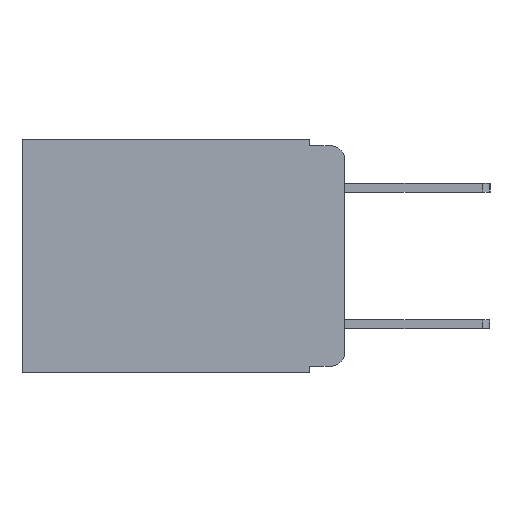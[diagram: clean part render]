
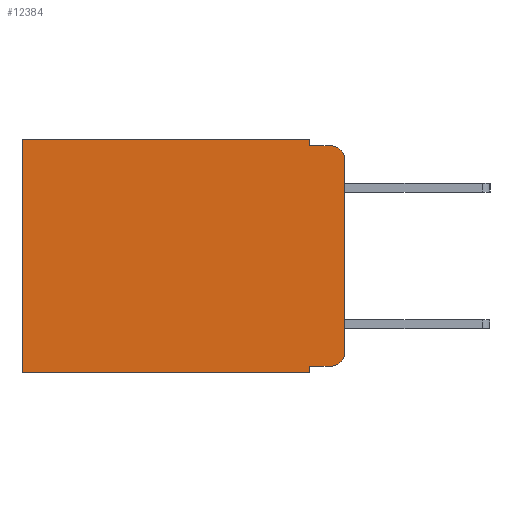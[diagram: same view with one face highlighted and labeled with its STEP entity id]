
A CAD part, left-side view. The second image highlights one B-rep face of the part: STEP entity #12384.
In plain terms, the highlighted planar face has unit normal (-1, 0, 0).
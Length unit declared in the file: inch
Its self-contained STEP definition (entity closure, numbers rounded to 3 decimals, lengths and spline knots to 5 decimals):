
#33 = VECTOR ( 'NONE', #3133, 39.37008 ) ;
#88 = DIRECTION ( 'NONE',  ( 0., 0., -1. ) ) ;
#181 = CARTESIAN_POINT ( 'NONE',  ( 0.298, 0.02, -0.313 ) ) ;
#214 = VECTOR ( 'NONE', #88, 39.37008 ) ;
#296 = ORIENTED_EDGE ( 'NONE', *, *, #4053, .T. ) ;
#442 = EDGE_CURVE ( 'NONE', #11241, #13387, #6171, .T. ) ;
#668 = DIRECTION ( 'NONE',  ( 0., -1., 0. ) ) ;
#770 = EDGE_CURVE ( 'NONE', #6409, #7241, #1908, .T. ) ;
#817 = EDGE_CURVE ( 'NONE', #12872, #3850, #3489, .T. ) ;
#995 = ORIENTED_EDGE ( 'NONE', *, *, #6419, .T. ) ;
#1563 = DIRECTION ( 'NONE',  ( 0., 0., -1. ) ) ;
#1908 = LINE ( 'NONE', #4071, #7270 ) ;
#2109 = CARTESIAN_POINT ( 'NONE',  ( 0.298, 0.051, -0.01 ) ) ;
#2244 = CARTESIAN_POINT ( 'NONE',  ( 0.298, 0.051, 0. ) ) ;
#2348 = LINE ( 'NONE', #2109, #7633 ) ;
#2591 = VERTEX_POINT ( 'NONE', #11805 ) ;
#2756 = DIRECTION ( 'NONE',  ( 0., 0., -1. ) ) ;
#3089 = DIRECTION ( 'NONE',  ( 0., 0., -1. ) ) ;
#3133 = DIRECTION ( 'NONE',  ( 0., 1., 0. ) ) ;
#3489 = LINE ( 'NONE', #7126, #214 ) ;
#3830 = VERTEX_POINT ( 'NONE', #4635 ) ;
#3850 = VERTEX_POINT ( 'NONE', #7885 ) ;
#3924 = LINE ( 'NONE', #9841, #9321 ) ;
#4052 = DIRECTION ( 'NONE',  ( 0., 0., -1. ) ) ;
#4053 = EDGE_CURVE ( 'NONE', #2591, #13387, #3924, .T. ) ;
#4057 = EDGE_CURVE ( 'NONE', #10912, #11241, #9630, .T. ) ;
#4071 = CARTESIAN_POINT ( 'NONE',  ( 0.298, 0., 0. ) ) ;
#4197 = CARTESIAN_POINT ( 'NONE',  ( 0.298, 0., -0.03 ) ) ;
#4444 = DIRECTION ( 'NONE',  ( -1., 0., 0. ) ) ;
#4635 = CARTESIAN_POINT ( 'NONE',  ( 0.298, 0.02, -0.01 ) ) ;
#4833 = CARTESIAN_POINT ( 'NONE',  ( 0.298, 0.051, -0.333 ) ) ;
#4925 = ORIENTED_EDGE ( 'NONE', *, *, #4057, .F. ) ;
#5003 = EDGE_CURVE ( 'NONE', #3850, #3830, #2348, .T. ) ;
#5282 = DIRECTION ( 'NONE',  ( 0., -1., 0. ) ) ;
#5337 = DIRECTION ( 'NONE',  ( 0., 0., -1. ) ) ;
#5721 = EDGE_CURVE ( 'NONE', #6409, #3830, #8679, .T. ) ;
#5835 = CARTESIAN_POINT ( 'NONE',  ( 0.298, 0.02, -0.333 ) ) ;
#5910 = EDGE_CURVE ( 'NONE', #12872, #2591, #6511, .T. ) ;
#6029 = EDGE_CURVE ( 'NONE', #9962, #7241, #8520, .T. ) ;
#6171 = LINE ( 'NONE', #11882, #33 ) ;
#6385 = VECTOR ( 'NONE', #2756, 39.37008 ) ;
#6409 = VERTEX_POINT ( 'NONE', #4197 ) ;
#6419 = EDGE_CURVE ( 'NONE', #10912, #9962, #9425, .T. ) ;
#6511 = LINE ( 'NONE', #12673, #8807 ) ;
#6815 = VECTOR ( 'NONE', #5282, 39.37008 ) ;
#7126 = CARTESIAN_POINT ( 'NONE',  ( 0.298, 0.051, 0. ) ) ;
#7241 = VERTEX_POINT ( 'NONE', #10183 ) ;
#7270 = VECTOR ( 'NONE', #3089, 39.37008 ) ;
#7370 = PLANE ( 'NONE',  #10803 ) ;
#7477 = ORIENTED_EDGE ( 'NONE', *, *, #817, .F. ) ;
#7633 = VECTOR ( 'NONE', #668, 39.37008 ) ;
#7658 = AXIS2_PLACEMENT_3D ( 'NONE', #181, #7971, #1563 ) ;
#7885 = CARTESIAN_POINT ( 'NONE',  ( 0.298, 0.051, -0.01 ) ) ;
#7971 = DIRECTION ( 'NONE',  ( -1., 0., 0. ) ) ;
#8350 = CARTESIAN_POINT ( 'NONE',  ( 0.298, 0., 0. ) ) ;
#8498 = CARTESIAN_POINT ( 'NONE',  ( 0.298, 0.051, 0. ) ) ;
#8520 = CIRCLE ( 'NONE', #7658, 0.02 ) ;
#8679 = CIRCLE ( 'NONE', #11825, 0.02 ) ;
#8706 = ORIENTED_EDGE ( 'NONE', *, *, #442, .F. ) ;
#8807 = VECTOR ( 'NONE', #13632, 39.37008 ) ;
#8968 = FACE_OUTER_BOUND ( 'NONE', #11190, .T. ) ;
#9312 = ORIENTED_EDGE ( 'NONE', *, *, #770, .F. ) ;
#9321 = VECTOR ( 'NONE', #4052, 39.37008 ) ;
#9425 = LINE ( 'NONE', #12232, #6815 ) ;
#9630 = LINE ( 'NONE', #2244, #6385 ) ;
#9841 = CARTESIAN_POINT ( 'NONE',  ( 0.298, 0.473, 0. ) ) ;
#9962 = VERTEX_POINT ( 'NONE', #5835 ) ;
#10183 = CARTESIAN_POINT ( 'NONE',  ( 0.298, 0., -0.313 ) ) ;
#10431 = CARTESIAN_POINT ( 'NONE',  ( 0.298, 0.02, -0.03 ) ) ;
#10538 = CARTESIAN_POINT ( 'NONE',  ( 0.298, 0.051, -0.343 ) ) ;
#10803 = AXIS2_PLACEMENT_3D ( 'NONE', #8350, #11308, #5337 ) ;
#10912 = VERTEX_POINT ( 'NONE', #4833 ) ;
#11176 = ORIENTED_EDGE ( 'NONE', *, *, #6029, .T. ) ;
#11190 = EDGE_LOOP ( 'NONE', ( #9312, #13594, #12548, #7477, #12684, #296, #8706, #4925, #995, #11176 ) ) ;
#11241 = VERTEX_POINT ( 'NONE', #10538 ) ;
#11308 = DIRECTION ( 'NONE',  ( 1., 0., 0. ) ) ;
#11438 = DIRECTION ( 'NONE',  ( 0., 0., -1. ) ) ;
#11563 = CARTESIAN_POINT ( 'NONE',  ( 0.298, 0.473, -0.343 ) ) ;
#11805 = CARTESIAN_POINT ( 'NONE',  ( 0.298, 0.473, 0. ) ) ;
#11825 = AXIS2_PLACEMENT_3D ( 'NONE', #10431, #4444, #11438 ) ;
#11882 = CARTESIAN_POINT ( 'NONE',  ( 0.298, 0., -0.343 ) ) ;
#12232 = CARTESIAN_POINT ( 'NONE',  ( 0.298, 0.051, -0.333 ) ) ;
#12384 = ADVANCED_FACE ( 'NONE', ( #8968 ), #7370, .F. ) ;
#12548 = ORIENTED_EDGE ( 'NONE', *, *, #5003, .F. ) ;
#12673 = CARTESIAN_POINT ( 'NONE',  ( 0.298, 0., 0. ) ) ;
#12684 = ORIENTED_EDGE ( 'NONE', *, *, #5910, .T. ) ;
#12872 = VERTEX_POINT ( 'NONE', #8498 ) ;
#13387 = VERTEX_POINT ( 'NONE', #11563 ) ;
#13594 = ORIENTED_EDGE ( 'NONE', *, *, #5721, .T. ) ;
#13632 = DIRECTION ( 'NONE',  ( 0., 1., 0. ) ) ;
